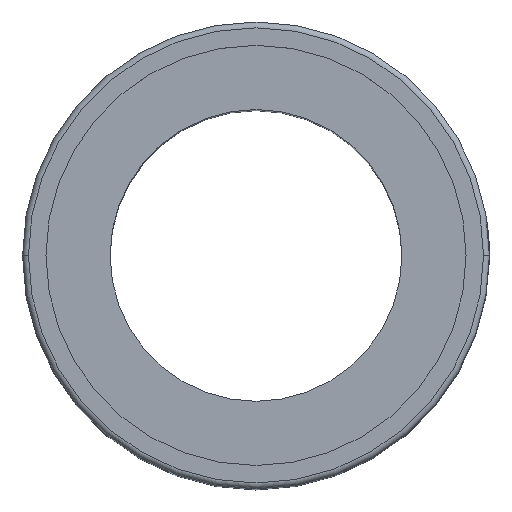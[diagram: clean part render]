
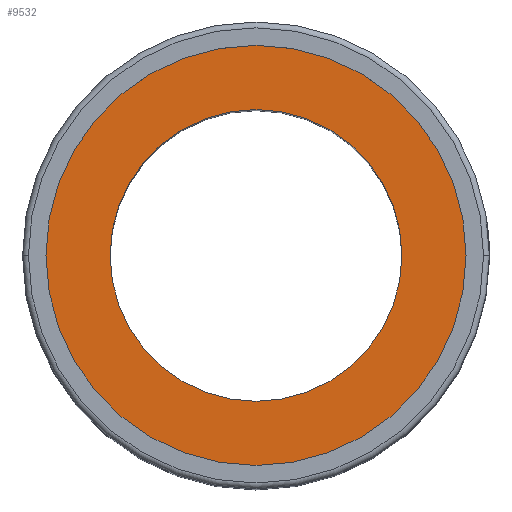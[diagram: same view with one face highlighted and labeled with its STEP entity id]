
A CAD part, top view. The second image highlights one B-rep face of the part: STEP entity #9532.
In plain terms, the highlighted planar face has unit normal (0, 0, 1).
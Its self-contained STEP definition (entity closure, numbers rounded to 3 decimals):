
#454 = EDGE_CURVE ( 'NONE', #2011, #8051, #13829, .T. ) ;
#696 = CARTESIAN_POINT ( 'NONE',  ( 0., 0., 28.3 ) ) ;
#1513 = CARTESIAN_POINT ( 'NONE',  ( -12.5, 0., 28.3 ) ) ;
#1906 = CIRCLE ( 'NONE', #10842, 12.5 ) ;
#2011 = VERTEX_POINT ( 'NONE', #3462 ) ;
#3042 = DIRECTION ( 'NONE',  ( 1., 0., 0. ) ) ;
#3462 = CARTESIAN_POINT ( 'NONE',  ( 12.5, 0., 28.3 ) ) ;
#3742 = DIRECTION ( 'NONE',  ( 0., 0., 1. ) ) ;
#3825 = CARTESIAN_POINT ( 'NONE',  ( 0., 0., 28.3 ) ) ;
#3962 = CARTESIAN_POINT ( 'NONE',  ( 0., 0., 28.3 ) ) ;
#4190 = FACE_BOUND ( 'NONE', #13929, .T. ) ;
#5204 = CARTESIAN_POINT ( 'NONE',  ( -18., 0., 28.3 ) ) ;
#6237 = DIRECTION ( 'NONE',  ( 1., 0., 0. ) ) ;
#6345 = VERTEX_POINT ( 'NONE', #5204 ) ;
#6825 = AXIS2_PLACEMENT_3D ( 'NONE', #696, #3742, #3042 ) ;
#7440 = FACE_OUTER_BOUND ( 'NONE', #10050, .T. ) ;
#7559 = DIRECTION ( 'NONE',  ( 0., 0., 1. ) ) ;
#7863 = CARTESIAN_POINT ( 'NONE',  ( 0., 0., 28.3 ) ) ;
#8051 = VERTEX_POINT ( 'NONE', #1513 ) ;
#8093 = VERTEX_POINT ( 'NONE', #8324 ) ;
#8324 = CARTESIAN_POINT ( 'NONE',  ( 18., 0., 28.3 ) ) ;
#8656 = DIRECTION ( 'NONE',  ( 1., 0., 0. ) ) ;
#8773 = DIRECTION ( 'NONE',  ( 1., 0., 0. ) ) ;
#9370 = CARTESIAN_POINT ( 'NONE',  ( 0., 0., 28.3 ) ) ;
#9532 = ADVANCED_FACE ( 'NONE', ( #4190, #7440 ), #9868, .T. ) ;
#9861 = AXIS2_PLACEMENT_3D ( 'NONE', #9370, #11490, #14124 ) ;
#9868 = PLANE ( 'NONE',  #11733 ) ;
#10050 = EDGE_LOOP ( 'NONE', ( #11777, #14292 ) ) ;
#10052 = ORIENTED_EDGE ( 'NONE', *, *, #454, .F. ) ;
#10092 = ORIENTED_EDGE ( 'NONE', *, *, #11501, .F. ) ;
#10842 = AXIS2_PLACEMENT_3D ( 'NONE', #7863, #7559, #8773 ) ;
#11490 = DIRECTION ( 'NONE',  ( 0., 0., 1. ) ) ;
#11501 = EDGE_CURVE ( 'NONE', #8051, #2011, #1906, .T. ) ;
#11733 = AXIS2_PLACEMENT_3D ( 'NONE', #3962, #13188, #8656 ) ;
#11777 = ORIENTED_EDGE ( 'NONE', *, *, #12043, .T. ) ;
#12043 = EDGE_CURVE ( 'NONE', #8093, #6345, #14692, .T. ) ;
#13188 = DIRECTION ( 'NONE',  ( 0., 0., 1. ) ) ;
#13334 = EDGE_CURVE ( 'NONE', #6345, #8093, #13715, .T. ) ;
#13715 = CIRCLE ( 'NONE', #9861, 18. ) ;
#13829 = CIRCLE ( 'NONE', #6825, 12.5 ) ;
#13929 = EDGE_LOOP ( 'NONE', ( #10092, #10052 ) ) ;
#14124 = DIRECTION ( 'NONE',  ( 1., 0., 0. ) ) ;
#14258 = DIRECTION ( 'NONE',  ( 0., 0., 1. ) ) ;
#14292 = ORIENTED_EDGE ( 'NONE', *, *, #13334, .T. ) ;
#14692 = CIRCLE ( 'NONE', #14934, 18. ) ;
#14934 = AXIS2_PLACEMENT_3D ( 'NONE', #3825, #14258, #6237 ) ;
